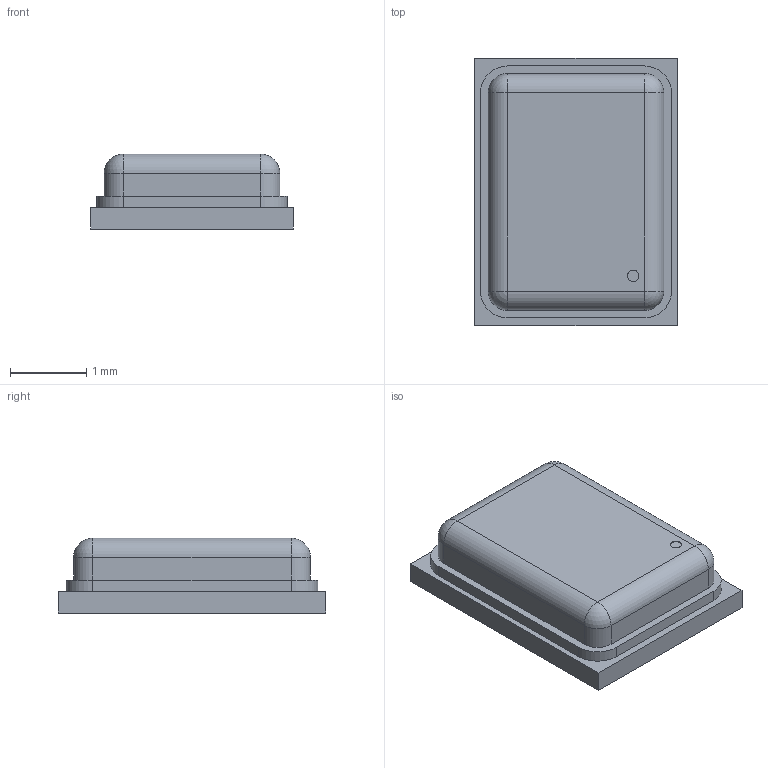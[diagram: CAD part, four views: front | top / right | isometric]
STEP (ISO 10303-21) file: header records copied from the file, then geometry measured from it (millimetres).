
FILE_DESCRIPTION(('FreeCAD Model'),'2;1');
FILE_NAME('SPH0645LM4H-B.step', '2020-09-12T11:29:19',('Author'),(''), 'Open CASCADE STEP processor 7.3','FreeCAD','Unknown');
FILE_SCHEMA(('AUTOMOTIVE_DESIGN { 1 0 10303 214 1 1 1 1 }'));
Length unit declared in the file: millimetre
Products named in the file (1): Body
Bounding box: 2.65 x 3.5 x 0.99 mm (x, y, z)
Volume: 7.5 mm3; surface area: 29.2 mm2
Topology: 1 solids, 1 shells, 65 faces, 148 edges, 92 vertices
Faces by surface type: plane 45, cylinder 16, sphere 4
Full cylindrical faces by diameter (mm): 0.15 x1, 0.325 x1, 1.025 x1, 1.625 x1
Entity records: 2192 total; most frequent: DIRECTION 308, CARTESIAN_POINT 302, ORIENTED_EDGE 288, EDGE_CURVE 144, LINE 112, VECTOR 112, AXIS2_PLACEMENT_3D 98, VERTEX_POINT 92
